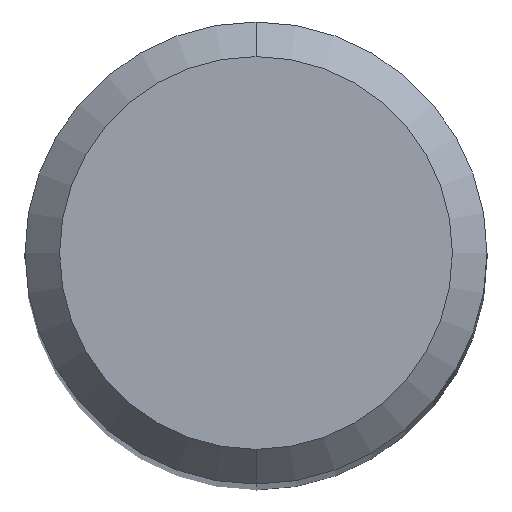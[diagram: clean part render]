
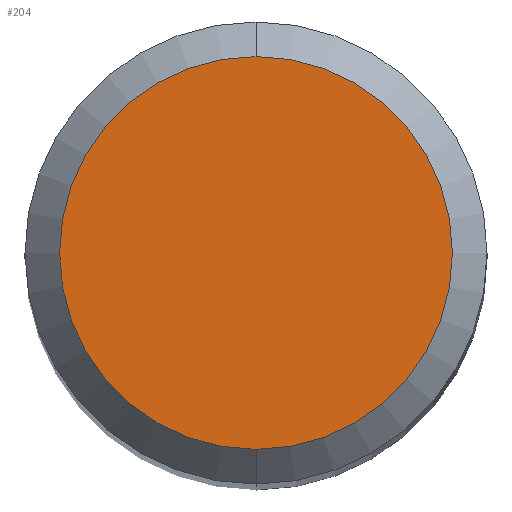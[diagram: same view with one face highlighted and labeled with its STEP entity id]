
A CAD part, top view. The second image highlights one B-rep face of the part: STEP entity #204.
In plain terms, the highlighted planar face has unit normal (0, 0, 1).
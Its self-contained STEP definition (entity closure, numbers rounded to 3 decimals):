
#110=EDGE_CURVE('',#248,#150,#276,.T.);
#150=VERTEX_POINT('',#324);
#204=ADVANCED_FACE('',(#381),#382,.T.);
#216=EDGE_CURVE('',#150,#248,#395,.T.);
#248=VERTEX_POINT('',#432);
#276=CIRCLE('',#454,1.7);
#324=CARTESIAN_POINT('',(0.,-1.7,0.0));
#381=FACE_OUTER_BOUND('',#585,.T.);
#382=PLANE('',#586);
#395=CIRCLE('',#603,1.7);
#432=CARTESIAN_POINT('',(0.0,1.7,0.0));
#454=AXIS2_PLACEMENT_3D('',#665,#666,#667);
#585=EDGE_LOOP('',(#797,#798));
#586=AXIS2_PLACEMENT_3D('',#799,#800,#801);
#603=AXIS2_PLACEMENT_3D('',#814,#815,#816);
#665=CARTESIAN_POINT('',(0.0,0.0,0.0));
#666=DIRECTION('',(0.0,0.0,-1.0));
#667=DIRECTION('',(0.0,1.0,0.0));
#797=ORIENTED_EDGE('',*,*,#110,.F.);
#798=ORIENTED_EDGE('',*,*,#216,.F.);
#799=CARTESIAN_POINT('',(0.0,0.85,0.0));
#800=DIRECTION('',(-0.0,0.0,1.0));
#801=DIRECTION('',(0.0,-1.0,0.0));
#814=CARTESIAN_POINT('',(0.0,0.0,0.0));
#815=DIRECTION('',(0.0,0.0,-1.0));
#816=DIRECTION('',(0.0,1.0,0.0));
